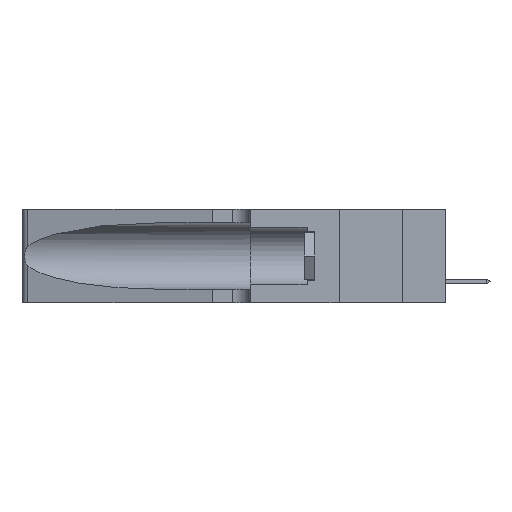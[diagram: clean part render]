
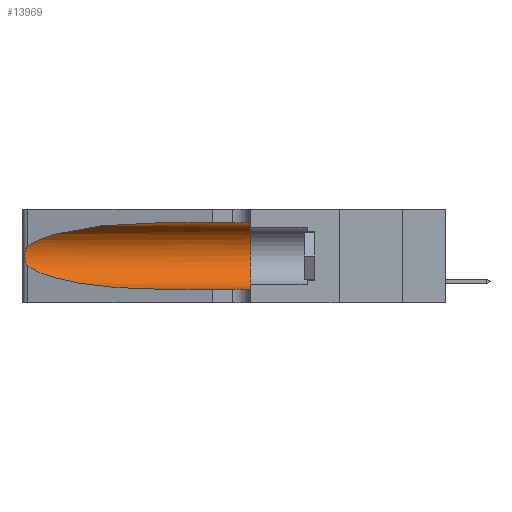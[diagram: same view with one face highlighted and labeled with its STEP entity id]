
A CAD part, left-side view. The second image highlights one B-rep face of the part: STEP entity #13969.
In plain terms, the highlighted cylindrical face has radius 3.308 mm (diameter 6.617 mm), a partial arc.
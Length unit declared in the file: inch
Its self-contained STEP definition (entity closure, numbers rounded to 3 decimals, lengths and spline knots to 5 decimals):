
#87 = LINE ( 'NONE', #325, #18360 ) ;
#325 = CARTESIAN_POINT ( 'NONE',  ( 0.1305, 1.61858, 0.05475 ) ) ;
#479 = CARTESIAN_POINT ( 'NONE',  ( 0.25487, 1.22718, 0.14631 ) ) ;
#502 = CARTESIAN_POINT ( 'NONE',  ( 0.1305, 0.72297, 0.05475 ) ) ;
#532 = CARTESIAN_POINT ( 'NONE',  ( 0.1305, 0.72297, 0.05475 ) ) ;
#1351 = CARTESIAN_POINT ( 'NONE',  ( 0.25487, 1.22718, 0.22369 ) ) ;
#1634 = ORIENTED_EDGE ( 'NONE', *, *, #6490, .F. ) ;
#1803 = ORIENTED_EDGE ( 'NONE', *, *, #17248, .T. ) ;
#4162 = CARTESIAN_POINT ( 'NONE',  ( 0.1305, 0.35, 0.185 ) ) ;
#4170 = CARTESIAN_POINT ( 'NONE',  ( 0.25487, 1.22718, 0.14631 ) ) ;
#4368 = CARTESIAN_POINT ( 'NONE',  ( 0.25856, 1.23593, 0.16098 ) ) ;
#4523 = VERTEX_POINT ( 'NONE', #502 ) ;
#4984 = ORIENTED_EDGE ( 'NONE', *, *, #19831, .T. ) ;
#5043 = CARTESIAN_POINT ( 'NONE',  ( 0.1305, 0.72297, 0.31525 ) ) ;
#5331 = DIRECTION ( 'NONE',  ( 0., 0., -1. ) ) ;
#5390 = LINE ( 'NONE', #5954, #10679 ) ;
#5783 = DIRECTION ( 'NONE',  ( 0., -1., 0. ) ) ;
#5954 = CARTESIAN_POINT ( 'NONE',  ( 0.1305, 1.61858, 0.31525 ) ) ;
#5984 = DIRECTION ( 'NONE',  ( 0., 0., 1. ) ) ;
#6111 = CARTESIAN_POINT ( 'NONE',  ( 0.25639, 1.23184, 0.21858 ) ) ;
#6370 = CARTESIAN_POINT ( 'NONE',  ( 0.25555, 1.22994, 0.2215 ) ) ;
#6490 = EDGE_CURVE ( 'NONE', #20008, #14263, #19745, .T. ) ;
#6795 = AXIS2_PLACEMENT_3D ( 'NONE', #17970, #9129, #5331 ) ;
#6858 = CARTESIAN_POINT ( 'NONE',  ( 0.2373, 1.15595, 0.08982 ) ) ;
#6970 = VERTEX_POINT ( 'NONE', #5043 ) ;
#8117 = CARTESIAN_POINT ( 'NONE',  ( 0.25487, 1.22718, 0.14631 ) ) ;
#8207 = CARTESIAN_POINT ( 'NONE',  ( 0.25787, 1.23484, 0.2124 ) ) ;
#8396 = CARTESIAN_POINT ( 'NONE',  ( 0.2373, 1.15595, 0.28018 ) ) ;
#8406 =( BOUNDED_CURVE ( )  B_SPLINE_CURVE ( 3, ( #4170, #6858, #12124, #532 ),
 .UNSPECIFIED., .F., .F. ) 
 B_SPLINE_CURVE_WITH_KNOTS ( ( 4, 4 ),
 ( 3.44316, 4.71239 ),
 .UNSPECIFIED. ) 
 CURVE ( )  GEOMETRIC_REPRESENTATION_ITEM ( )  RATIONAL_B_SPLINE_CURVE ( ( 1., 0.87, 0.87, 1. ) ) 
 REPRESENTATION_ITEM ( '' )  );
#9129 = DIRECTION ( 'NONE',  ( 0., -1., 0. ) ) ;
#10679 = VECTOR ( 'NONE', #5783, 39.37008 ) ;
#10935 = CARTESIAN_POINT ( 'NONE',  ( 0.1305, 0.35, 0.31525 ) ) ;
#11536 = CARTESIAN_POINT ( 'NONE',  ( 0.25555, 1.22993, 0.14849 ) ) ;
#11560 = CARTESIAN_POINT ( 'NONE',  ( 0.18966, 0.96281, 0.31525 ) ) ;
#11695 = CARTESIAN_POINT ( 'NONE',  ( 0.25789, 1.23486, 0.15765 ) ) ;
#12122 = CARTESIAN_POINT ( 'NONE',  ( 0.1305, 0.72297, 0.31525 ) ) ;
#12124 = CARTESIAN_POINT ( 'NONE',  ( 0.18966, 0.96281, 0.05475 ) ) ;
#12305 = VERTEX_POINT ( 'NONE', #479 ) ;
#12946 = CARTESIAN_POINT ( 'NONE',  ( 0.1305, 0.35, 0.05475 ) ) ;
#13230 = CARTESIAN_POINT ( 'NONE',  ( 0.25487, 1.22718, 0.22369 ) ) ;
#13307 = CARTESIAN_POINT ( 'NONE',  ( 0.26075, 1.23896, 0.19203 ) ) ;
#13547 = CARTESIAN_POINT ( 'NONE',  ( 0.26017, 1.23833, 0.17102 ) ) ;
#13599 = ORIENTED_EDGE ( 'NONE', *, *, #19760, .T. ) ;
#13756 = ORIENTED_EDGE ( 'NONE', *, *, #13840, .T. ) ;
#13840 = EDGE_CURVE ( 'NONE', #14701, #12305, #19781, .T. ) ;
#13969 = ADVANCED_FACE ( 'NONE', ( #15384 ), #19306, .F. ) ;
#14027 = EDGE_CURVE ( 'NONE', #6970, #20008, #5390, .T. ) ;
#14263 = VERTEX_POINT ( 'NONE', #12946 ) ;
#14701 = VERTEX_POINT ( 'NONE', #1351 ) ;
#15000 = CARTESIAN_POINT ( 'NONE',  ( 0.26018, 1.23835, 0.19895 ) ) ;
#15153 = CARTESIAN_POINT ( 'NONE',  ( 0.26075, 1.23896, 0.178 ) ) ;
#15384 = FACE_OUTER_BOUND ( 'NONE', #19916, .T. ) ;
#15657 = ORIENTED_EDGE ( 'NONE', *, *, #14027, .F. ) ;
#15736 = CARTESIAN_POINT ( 'NONE',  ( 0.25487, 1.22718, 0.22369 ) ) ;
#16588 = DIRECTION ( 'NONE',  ( 0., 1., 0. ) ) ;
#17248 = EDGE_CURVE ( 'NONE', #6970, #14701, #20482, .T. ) ;
#17970 = CARTESIAN_POINT ( 'NONE',  ( 0.1305, 1.61858, 0.185 ) ) ;
#18360 = VECTOR ( 'NONE', #20046, 39.37008 ) ;
#18760 = CARTESIAN_POINT ( 'NONE',  ( 0.25854, 1.2359, 0.20912 ) ) ;
#19306 = CYLINDRICAL_SURFACE ( 'NONE', #6795, 0.13025 ) ;
#19745 = CIRCLE ( 'NONE', #20640, 0.13025 ) ;
#19760 = EDGE_CURVE ( 'NONE', #12305, #4523, #8406, .T. ) ;
#19781 = B_SPLINE_CURVE_WITH_KNOTS ( 'NONE', 3,
 ( #13230, #6370, #6111, #8207, #18760, #15000, #13307, #15153, #13547, #4368, #11695, #22189, #11536, #8117 ),
 .UNSPECIFIED., .F., .F.,
 ( 4, 2, 2, 2, 2, 2, 4 ),
 ( 0., 0.00027, 0.00053, 0.00107, 0.0016, 0.00187, 0.00214 ),
 .UNSPECIFIED. ) ;
#19831 = EDGE_CURVE ( 'NONE', #4523, #14263, #87, .T. ) ;
#19916 = EDGE_LOOP ( 'NONE', ( #1803, #13756, #13599, #4984, #1634, #15657 ) ) ;
#20008 = VERTEX_POINT ( 'NONE', #10935 ) ;
#20046 = DIRECTION ( 'NONE',  ( 0., -1., 0. ) ) ;
#20482 =( BOUNDED_CURVE ( )  B_SPLINE_CURVE ( 3, ( #12122, #11560, #8396, #15736 ),
 .UNSPECIFIED., .F., .F. ) 
 B_SPLINE_CURVE_WITH_KNOTS ( ( 4, 4 ),
 ( 1.5708, 2.84003 ),
 .UNSPECIFIED. ) 
 CURVE ( )  GEOMETRIC_REPRESENTATION_ITEM ( )  RATIONAL_B_SPLINE_CURVE ( ( 1., 0.87, 0.87, 1. ) ) 
 REPRESENTATION_ITEM ( '' )  );
#20640 = AXIS2_PLACEMENT_3D ( 'NONE', #4162, #16588, #5984 ) ;
#22189 = CARTESIAN_POINT ( 'NONE',  ( 0.25639, 1.23186, 0.15144 ) ) ;
